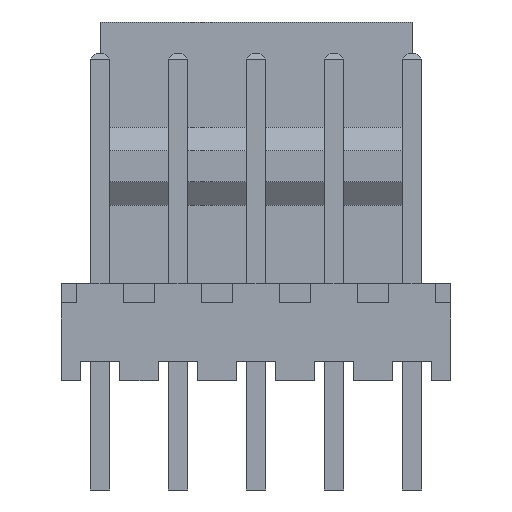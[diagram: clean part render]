
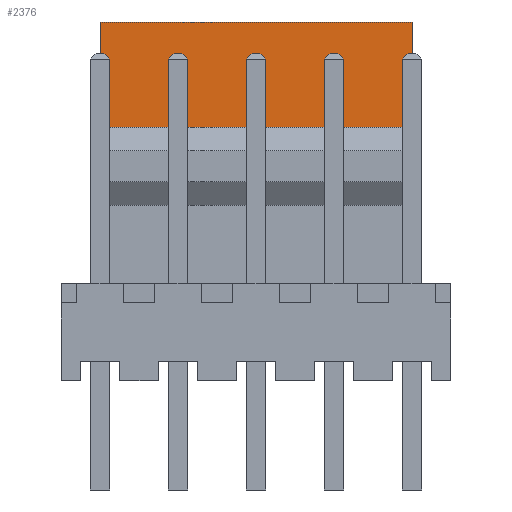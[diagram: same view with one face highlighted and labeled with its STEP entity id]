
A CAD part, front view. The second image highlights one B-rep face of the part: STEP entity #2376.
In plain terms, the highlighted planar face has unit normal (0, -1, 0).
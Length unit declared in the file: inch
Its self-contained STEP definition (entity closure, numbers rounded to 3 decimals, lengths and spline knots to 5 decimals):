
#99=FACE_OUTER_BOUND('',#230,.T.);
#230=EDGE_LOOP('',(#1880,#1881,#1882,#1883));
#512=LINE('',#3593,#834);
#516=LINE('',#3600,#838);
#520=LINE('',#3608,#842);
#529=LINE('',#3631,#851);
#834=VECTOR('',#2915,39.37008);
#838=VECTOR('',#2921,39.37008);
#842=VECTOR('',#2927,39.37008);
#851=VECTOR('',#2964,39.37008);
#1091=VERTEX_POINT('',#3590);
#1092=VERTEX_POINT('',#3592);
#1094=VERTEX_POINT('',#3598);
#1097=VERTEX_POINT('',#3606);
#1364=EDGE_CURVE('',#1091,#1092,#512,.T.);
#1368=EDGE_CURVE('',#1094,#1091,#516,.T.);
#1372=EDGE_CURVE('',#1094,#1097,#520,.T.);
#1381=EDGE_CURVE('',#1097,#1092,#529,.T.);
#1880=ORIENTED_EDGE('',*,*,#1364,.F.);
#1881=ORIENTED_EDGE('',*,*,#1368,.F.);
#1882=ORIENTED_EDGE('',*,*,#1372,.T.);
#1883=ORIENTED_EDGE('',*,*,#1381,.T.);
#2179=PLANE('',#2516);
#2376=ADVANCED_FACE('',(#99),#2179,.T.);
#2516=AXIS2_PLACEMENT_3D('',#3630,#2962,#2963);
#2915=DIRECTION('',(0.,0.,-1.));
#2921=DIRECTION('',(1.,0.,0.));
#2927=DIRECTION('',(0.,0.,-1.));
#2962=DIRECTION('center_axis',(0.,-1.,0.));
#2963=DIRECTION('ref_axis',(0.,0.,-1.));
#2964=DIRECTION('',(1.,0.,0.));
#3590=CARTESIAN_POINT('',(0.2,0.0735,0.46));
#3592=CARTESIAN_POINT('',(0.2,0.0735,0.325));
#3593=CARTESIAN_POINT('',(0.2,0.0735,0.2925));
#3598=CARTESIAN_POINT('',(-0.2,0.0735,0.46));
#3600=CARTESIAN_POINT('',(0.,0.0735,0.46));
#3606=CARTESIAN_POINT('',(-0.2,0.0735,0.325));
#3608=CARTESIAN_POINT('',(-0.2,0.0735,0.2925));
#3630=CARTESIAN_POINT('Origin',(-0.208,0.0735,0.4627));
#3631=CARTESIAN_POINT('',(0.,0.0735,0.325));
